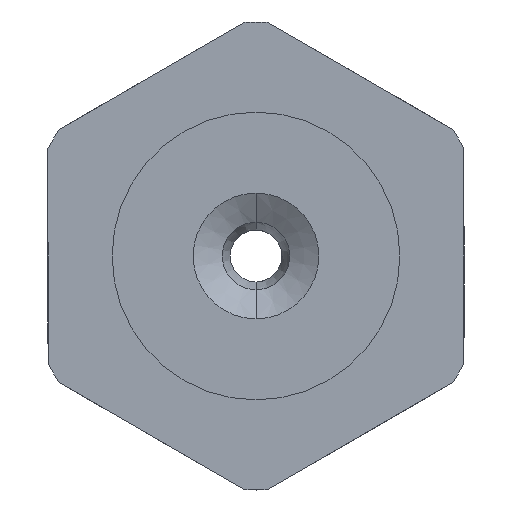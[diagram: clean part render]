
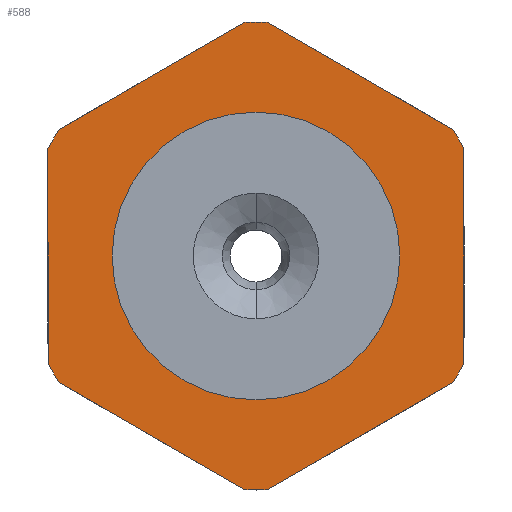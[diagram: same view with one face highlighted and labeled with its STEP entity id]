
A CAD part, left-side view. The second image highlights one B-rep face of the part: STEP entity #588.
In plain terms, the highlighted planar face has unit normal (-1, 0, 0).
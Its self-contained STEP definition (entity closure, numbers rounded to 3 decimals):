
#16 = DIRECTION ( 'NONE',  ( -1., 0., 0. ) ) ;
#32 = DIRECTION ( 'NONE',  ( 0., -0.866, -0.5 ) ) ;
#42 = DIRECTION ( 'NONE',  ( -1., 0., 0. ) ) ;
#56 = AXIS2_PLACEMENT_3D ( 'NONE', #565, #805, #1203 ) ;
#57 = ORIENTED_EDGE ( 'NONE', *, *, #1514, .T. ) ;
#91 = VERTEX_POINT ( 'NONE', #769 ) ;
#94 = VERTEX_POINT ( 'NONE', #1256 ) ;
#105 = FACE_BOUND ( 'NONE', #1046, .T. ) ;
#160 = VECTOR ( 'NONE', #598, 1000. ) ;
#180 = LINE ( 'NONE', #434, #1527 ) ;
#223 = DIRECTION ( 'NONE',  ( -1., 0., 0. ) ) ;
#225 = VERTEX_POINT ( 'NONE', #656 ) ;
#235 = EDGE_CURVE ( 'NONE', #1562, #688, #337, .T. ) ;
#240 = DIRECTION ( 'NONE',  ( 0., 0., 1. ) ) ;
#250 = CARTESIAN_POINT ( 'NONE',  ( -38., 0., 0. ) ) ;
#262 = AXIS2_PLACEMENT_3D ( 'NONE', #250, #1458, #376 ) ;
#281 = DIRECTION ( 'NONE',  ( 0., 0., 1. ) ) ;
#282 = AXIS2_PLACEMENT_3D ( 'NONE', #1088, #1567, #973 ) ;
#321 = DIRECTION ( 'NONE',  ( 0., 0.866, -0.5 ) ) ;
#329 = CARTESIAN_POINT ( 'NONE',  ( -38., 0., 0. ) ) ;
#337 = CIRCLE ( 'NONE', #404, 6.5 ) ;
#353 = CARTESIAN_POINT ( 'NONE',  ( -38., -0.644, 13.485 ) ) ;
#356 = CARTESIAN_POINT ( 'NONE',  ( -38., -12., -6.928 ) ) ;
#371 = DIRECTION ( 'NONE',  ( 0., 0., 1. ) ) ;
#376 = DIRECTION ( 'NONE',  ( 0., 0., 1. ) ) ;
#380 = DIRECTION ( 'NONE',  ( 0., 0.866, 0.5 ) ) ;
#391 = EDGE_CURVE ( 'NONE', #428, #445, #985, .T. ) ;
#396 = CARTESIAN_POINT ( 'NONE',  ( -38., 12., -6.928 ) ) ;
#404 = AXIS2_PLACEMENT_3D ( 'NONE', #405, #42, #281 ) ;
#405 = CARTESIAN_POINT ( 'NONE',  ( -38., 0., 0. ) ) ;
#416 = ORIENTED_EDGE ( 'NONE', *, *, #235, .F. ) ;
#428 = VERTEX_POINT ( 'NONE', #743 ) ;
#434 = CARTESIAN_POINT ( 'NONE',  ( -38., 12., 6.928 ) ) ;
#436 = VECTOR ( 'NONE', #321, 1000. ) ;
#443 = CARTESIAN_POINT ( 'NONE',  ( -38., 0., 13.856 ) ) ;
#445 = VERTEX_POINT ( 'NONE', #751 ) ;
#451 = VERTEX_POINT ( 'NONE', #634 ) ;
#457 = DIRECTION ( 'NONE',  ( 1., 0., 0. ) ) ;
#458 = CARTESIAN_POINT ( 'NONE',  ( -38., 12., 6.185 ) ) ;
#469 = DIRECTION ( 'NONE',  ( 0., -0.866, 0.5 ) ) ;
#470 = VECTOR ( 'NONE', #32, 1000. ) ;
#472 = CARTESIAN_POINT ( 'NONE',  ( -38., 0.644, 13.485 ) ) ;
#484 = EDGE_CURVE ( 'NONE', #1513, #739, #494, .T. ) ;
#493 = DIRECTION ( 'NONE',  ( 0., 0., 1. ) ) ;
#494 = LINE ( 'NONE', #1464, #889 ) ;
#499 = DIRECTION ( 'NONE',  ( -1., 0., 0. ) ) ;
#527 = VERTEX_POINT ( 'NONE', #1375 ) ;
#548 = ORIENTED_EDGE ( 'NONE', *, *, #858, .T. ) ;
#549 = ORIENTED_EDGE ( 'NONE', *, *, #1019, .T. ) ;
#552 = DIRECTION ( 'NONE',  ( -1., 0., 0. ) ) ;
#557 = AXIS2_PLACEMENT_3D ( 'NONE', #615, #16, #493 ) ;
#558 = AXIS2_PLACEMENT_3D ( 'NONE', #329, #552, #1037 ) ;
#565 = CARTESIAN_POINT ( 'NONE',  ( -38., 0., 0. ) ) ;
#584 = DIRECTION ( 'NONE',  ( 0., 0., -1. ) ) ;
#585 = CARTESIAN_POINT ( 'NONE',  ( -38., 0., -13.856 ) ) ;
#588 = ADVANCED_FACE ( 'NONE', ( #105, #1287 ), #1417, .F. ) ;
#595 = VECTOR ( 'NONE', #469, 1000. ) ;
#598 = DIRECTION ( 'NONE',  ( 0., 0., 1. ) ) ;
#615 = CARTESIAN_POINT ( 'NONE',  ( -38., 0., 0. ) ) ;
#630 = DIRECTION ( 'NONE',  ( 0., 0., 1. ) ) ;
#634 = CARTESIAN_POINT ( 'NONE',  ( -38., -0.644, -13.485 ) ) ;
#650 = EDGE_CURVE ( 'NONE', #527, #94, #1314, .T. ) ;
#656 = CARTESIAN_POINT ( 'NONE',  ( -38., -11.356, -7.3 ) ) ;
#677 = VERTEX_POINT ( 'NONE', #472 ) ;
#688 = VERTEX_POINT ( 'NONE', #1563 ) ;
#701 = ORIENTED_EDGE ( 'NONE', *, *, #1237, .T. ) ;
#705 = VERTEX_POINT ( 'NONE', #458 ) ;
#715 = LINE ( 'NONE', #443, #436 ) ;
#739 = VERTEX_POINT ( 'NONE', #353 ) ;
#743 = CARTESIAN_POINT ( 'NONE',  ( -38., 11.356, -7.3 ) ) ;
#750 = EDGE_CURVE ( 'NONE', #677, #1074, #715, .T. ) ;
#751 = CARTESIAN_POINT ( 'NONE',  ( -38., 0.644, -13.485 ) ) ;
#767 = EDGE_CURVE ( 'NONE', #225, #527, #1100, .T. ) ;
#769 = CARTESIAN_POINT ( 'NONE',  ( -38., 0., 13.5 ) ) ;
#770 = ORIENTED_EDGE ( 'NONE', *, *, #989, .T. ) ;
#794 = ORIENTED_EDGE ( 'NONE', *, *, #811, .T. ) ;
#799 = ORIENTED_EDGE ( 'NONE', *, *, #1439, .T. ) ;
#804 = CARTESIAN_POINT ( 'NONE',  ( -38., 13.5, 0. ) ) ;
#805 = DIRECTION ( 'NONE',  ( -1., 0., 0. ) ) ;
#811 = EDGE_CURVE ( 'NONE', #451, #225, #1296, .T. ) ;
#814 = VERTEX_POINT ( 'NONE', #834 ) ;
#823 = ORIENTED_EDGE ( 'NONE', *, *, #1048, .F. ) ;
#830 = ORIENTED_EDGE ( 'NONE', *, *, #391, .T. ) ;
#834 = CARTESIAN_POINT ( 'NONE',  ( -38., 12., -6.185 ) ) ;
#837 = ORIENTED_EDGE ( 'NONE', *, *, #750, .T. ) ;
#846 = CIRCLE ( 'NONE', #1451, 13.5 ) ;
#853 = CARTESIAN_POINT ( 'NONE',  ( -38., 0., -6.5 ) ) ;
#858 = EDGE_CURVE ( 'NONE', #739, #91, #1330, .T. ) ;
#873 = CARTESIAN_POINT ( 'NONE',  ( -38., 11.356, 7.3 ) ) ;
#888 = AXIS2_PLACEMENT_3D ( 'NONE', #1329, #223, #240 ) ;
#889 = VECTOR ( 'NONE', #380, 1000. ) ;
#973 = DIRECTION ( 'NONE',  ( 0., 0., 1. ) ) ;
#985 = LINE ( 'NONE', #396, #470 ) ;
#989 = EDGE_CURVE ( 'NONE', #94, #1513, #1116, .T. ) ;
#1019 = EDGE_CURVE ( 'NONE', #445, #451, #1247, .T. ) ;
#1031 = ORIENTED_EDGE ( 'NONE', *, *, #767, .T. ) ;
#1037 = DIRECTION ( 'NONE',  ( 0., 0., 1. ) ) ;
#1046 = EDGE_LOOP ( 'NONE', ( #823, #416 ) ) ;
#1048 = EDGE_CURVE ( 'NONE', #688, #1562, #1099, .T. ) ;
#1074 = VERTEX_POINT ( 'NONE', #873 ) ;
#1078 = AXIS2_PLACEMENT_3D ( 'NONE', #804, #457, #584 ) ;
#1088 = CARTESIAN_POINT ( 'NONE',  ( -38., 0., 0. ) ) ;
#1095 = CARTESIAN_POINT ( 'NONE',  ( -38., -11.356, 7.3 ) ) ;
#1099 = CIRCLE ( 'NONE', #557, 6.5 ) ;
#1100 = CIRCLE ( 'NONE', #56, 13.5 ) ;
#1116 = CIRCLE ( 'NONE', #282, 13.5 ) ;
#1137 = ORIENTED_EDGE ( 'NONE', *, *, #650, .T. ) ;
#1198 = EDGE_LOOP ( 'NONE', ( #1428, #548, #1376, #837, #799, #701, #57, #830, #549, #794, #1031, #1137, #770 ) ) ;
#1203 = DIRECTION ( 'NONE',  ( 0., 0., 1. ) ) ;
#1219 = DIRECTION ( 'NONE',  ( -1., 0., 0. ) ) ;
#1232 = CARTESIAN_POINT ( 'NONE',  ( -38., 0., 0. ) ) ;
#1237 = EDGE_CURVE ( 'NONE', #705, #814, #180, .T. ) ;
#1243 = CARTESIAN_POINT ( 'NONE',  ( -38., 0., 0. ) ) ;
#1246 = AXIS2_PLACEMENT_3D ( 'NONE', #1243, #1219, #630 ) ;
#1247 = CIRCLE ( 'NONE', #262, 13.5 ) ;
#1256 = CARTESIAN_POINT ( 'NONE',  ( -38., -12., 6.185 ) ) ;
#1287 = FACE_OUTER_BOUND ( 'NONE', #1198, .T. ) ;
#1296 = LINE ( 'NONE', #585, #595 ) ;
#1314 = LINE ( 'NONE', #356, #160 ) ;
#1329 = CARTESIAN_POINT ( 'NONE',  ( -38., 0., 0. ) ) ;
#1330 = CIRCLE ( 'NONE', #558, 13.5 ) ;
#1332 = CIRCLE ( 'NONE', #888, 13.5 ) ;
#1343 = EDGE_CURVE ( 'NONE', #91, #677, #1332, .T. ) ;
#1375 = CARTESIAN_POINT ( 'NONE',  ( -38., -12., -6.185 ) ) ;
#1376 = ORIENTED_EDGE ( 'NONE', *, *, #1343, .T. ) ;
#1417 = PLANE ( 'NONE',  #1078 ) ;
#1428 = ORIENTED_EDGE ( 'NONE', *, *, #484, .T. ) ;
#1439 = EDGE_CURVE ( 'NONE', #1074, #705, #1470, .T. ) ;
#1451 = AXIS2_PLACEMENT_3D ( 'NONE', #1232, #499, #371 ) ;
#1458 = DIRECTION ( 'NONE',  ( -1., 0., 0. ) ) ;
#1464 = CARTESIAN_POINT ( 'NONE',  ( -38., -12., 6.928 ) ) ;
#1470 = CIRCLE ( 'NONE', #1246, 13.5 ) ;
#1490 = DIRECTION ( 'NONE',  ( 0., 0., -1. ) ) ;
#1513 = VERTEX_POINT ( 'NONE', #1095 ) ;
#1514 = EDGE_CURVE ( 'NONE', #814, #428, #846, .T. ) ;
#1527 = VECTOR ( 'NONE', #1490, 1000. ) ;
#1562 = VERTEX_POINT ( 'NONE', #853 ) ;
#1563 = CARTESIAN_POINT ( 'NONE',  ( -38., 0., 6.5 ) ) ;
#1567 = DIRECTION ( 'NONE',  ( -1., 0., 0. ) ) ;
